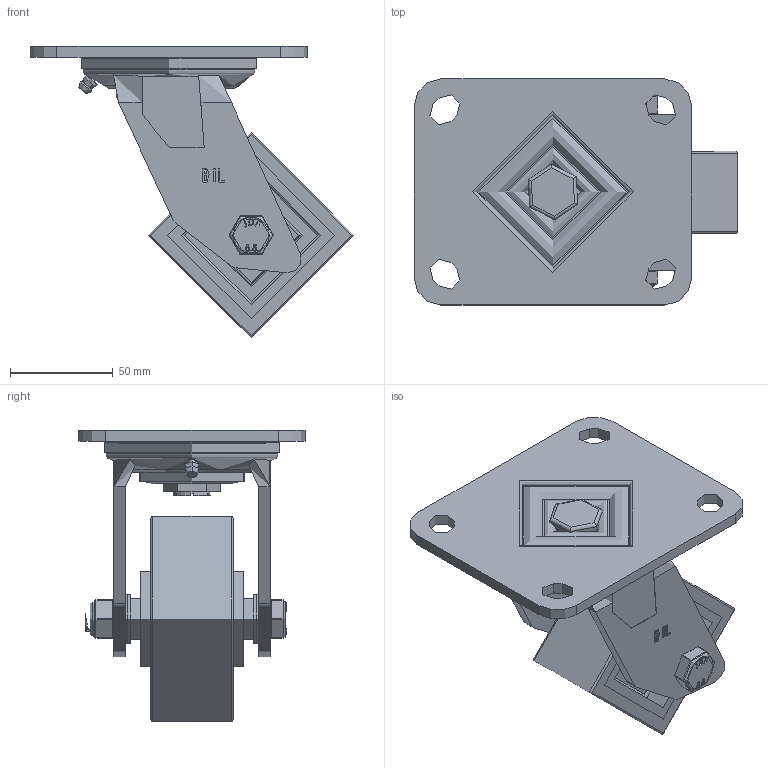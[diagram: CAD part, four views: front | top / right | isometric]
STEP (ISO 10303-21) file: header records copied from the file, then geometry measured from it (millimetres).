
FILE_DESCRIPTION(/* description */ ('','CAx-IF Rec.Pracs.---Representation and Presentation of Product Manufacturing Information (PMI)---4.0---2014-10-13'),/* implementation_level */ '2;1');
FILE_NAME(/* name */ 'BZEJ100EPTBJ.step',/* time_stamp */ '2024-12-17T15:18:40Z',/* author */ (''),/* organization */ (''),/* preprocessor_version */ 'ST-DEVELOPER v20',/* originating_system */ 'Autodesk Translation Framework v13.20.0.188',/* authorisation */ '');
FILE_SCHEMA (('AP242_MANAGED_MODEL_BASED_3D_ENGINEERING_MIM_LF { 1 0 10303 442 1 1 4 }'));
Length unit declared in the file: millimetre
Products named in the file (37): BZEJ100EPTBJ; BZEJ100AS v1; FABRICATED STEEL TOP PLATE; FABRICATED STEEL TOP PLATE Geometry; BOLT; NUT; FABRICATED STEEL FORKS; FABRICATED STEEL FORKS Geometry; GREESE NIPPLE; BEARING SEAL; BZH100WEPTBJM15 v1; ECONOMY POLYURETHANE TYRE; CAST IRON RIM; BEARING6002; Pattern; BEARING6002 (1); Pattern (1); Component1; METAL; METAL2; MIDDLE; RUBBER; BEARING SPACER; TH15X5X12 v1; ZINC PLATED HEADED SPACER; TH15X5X12 v1 (1); ZINC PLATED HEADED SPACER (1); WM12X24X2Z v1; ZINC PLATED WASHER; WM12X24X2Z v1 (1); ZINC PLATED WASHER (1); HEXBOLTM12X90Z8.8 v2; GRADE 8.8 ZINC PLATED BOLT; NYLOCM12Z v1; NYLOC NUT; NUT (1); RUBBER (1)
Assembly tree (59 placements, depth 5):
  BZEJ100EPTBJ
    BZEJ100AS v1
      FABRICATED STEEL TOP PLATE
        FABRICATED STEEL TOP PLATE Geometry
        BOLT
        NUT
      FABRICATED STEEL FORKS
        FABRICATED STEEL FORKS Geometry
        GREESE NIPPLE
      BEARING SEAL
    BZH100WEPTBJM15 v1
      ECONOMY POLYURETHANE TYRE
      CAST IRON RIM
      BEARING6002
        METAL
        METAL2
        Pattern
          Component1  x9
        MIDDLE
        RUBBER  x2
      BEARING6002 (1)
        Pattern (1)
          Component1  x9
        METAL
        METAL2
        MIDDLE
        RUBBER  x2
      BEARING SPACER
    TH15X5X12 v1
      ZINC PLATED HEADED SPACER
    TH15X5X12 v1 (1)
      ZINC PLATED HEADED SPACER (1)
    WM12X24X2Z v1
      ZINC PLATED WASHER
    WM12X24X2Z v1 (1)
      ZINC PLATED WASHER (1)
    HEXBOLTM12X90Z8.8 v2
      GRADE 8.8 ZINC PLATED BOLT
    NYLOCM12Z v1
      NYLOC NUT
        NUT (1)
        RUBBER (1)
Bounding box: 157.5 x 110 x 142 mm (x, y, z)
Volume: 488723.7 mm3; surface area: 171612 mm2
Topology: 45 solids, 45 shells, 1215 faces, 3029 edges, 1971 vertices
Faces by surface type: plane 463, bspline 411, cylinder 214, sphere 72, cone 29, torus 26
Full cylindrical faces by diameter (mm): 7 x1, 9.836 x16, 11.834 x16, 12 x3, 12.5 x2, 13 x4, 14 x2, 14.8 x2, 15 x3, 17.75 x1, 18 x3, 18.5 x1, 19 x3, 20 x6, 20.5 x4, 21.5 x4, 24 x2, 26 x1, 26.8 x4, 28 x2, 28.2 x8, 32 x4, 50 x3, 51 x1, 67.5 x2, 81 x2, 82 x1, 84 x1, 85.5 x1, 100 x1
Entity records: 30378 total; most frequent: CARTESIAN_POINT 13572, ORIENTED_EDGE 3380, DIRECTION 3048, EDGE_CURVE 1690, AXIS2_PLACEMENT_3D 1142, VERTEX_POINT 1091, EDGE_LOOP 826, LINE 764
